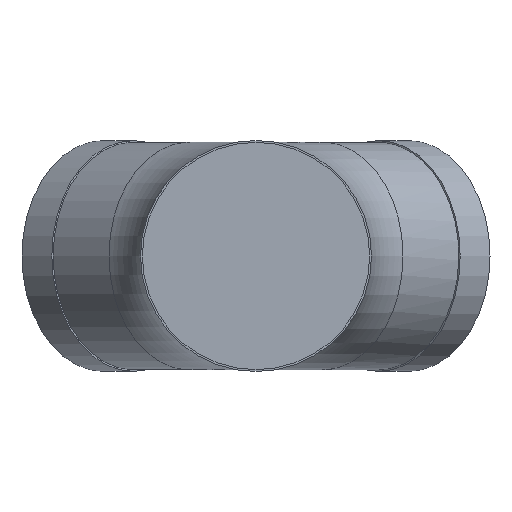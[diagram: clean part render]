
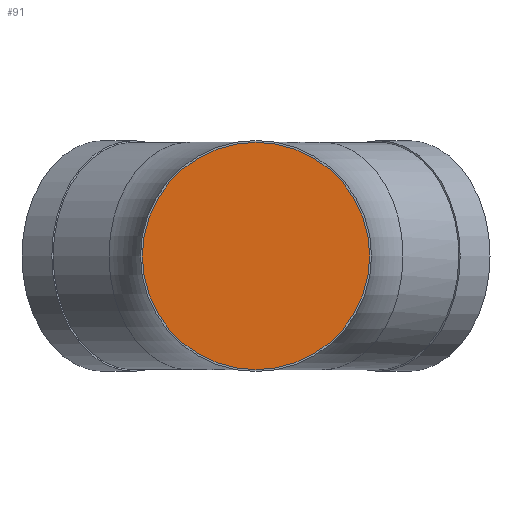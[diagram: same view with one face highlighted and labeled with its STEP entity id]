
A CAD part, front view. The second image highlights one B-rep face of the part: STEP entity #91.
In plain terms, the highlighted planar face has unit normal (0, -1, 0).
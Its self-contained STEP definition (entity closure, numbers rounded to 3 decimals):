
#91 = ADVANCED_FACE( '', ( #186 ), #187, .T. );
#186 = FACE_OUTER_BOUND( '', #290, .T. );
#187 = PLANE( '', #291 );
#290 = EDGE_LOOP( '', ( #414 ) );
#291 = AXIS2_PLACEMENT_3D( '', #415, #416, #417 );
#414 = ORIENTED_EDGE( '', *, *, #536, .T. );
#415 = CARTESIAN_POINT( '', ( 0., 40., 0. ) );
#416 = DIRECTION( '', ( 0., -1., 0. ) );
#417 = DIRECTION( '', ( 0., 0., -1. ) );
#536 = EDGE_CURVE( '', #609, #609, #610, .T. );
#609 = VERTEX_POINT( '', #827 );
#610 = CIRCLE( '', #828, 112.5 );
#827 = CARTESIAN_POINT( '', ( 0., 40., -112.5 ) );
#828 = AXIS2_PLACEMENT_3D( '', #909, #910, #911 );
#909 = CARTESIAN_POINT( '', ( 0., 40., 0. ) );
#910 = DIRECTION( '', ( 0., -1., 0. ) );
#911 = DIRECTION( '', ( 0., 0., -1. ) );
